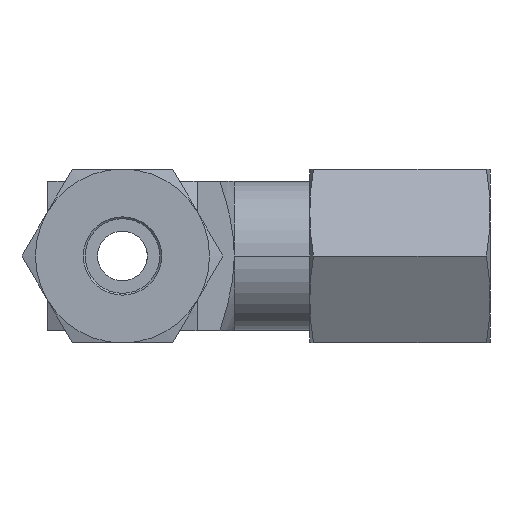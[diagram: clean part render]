
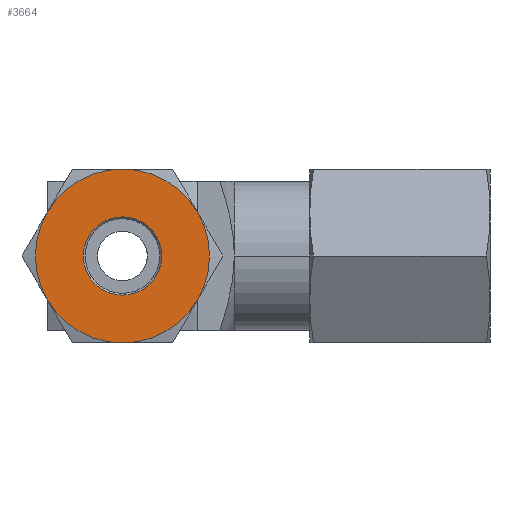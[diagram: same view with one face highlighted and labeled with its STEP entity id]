
A CAD part, left-side view. The second image highlights one B-rep face of the part: STEP entity #3664.
In plain terms, the highlighted planar face has unit normal (-1, 0, 0).
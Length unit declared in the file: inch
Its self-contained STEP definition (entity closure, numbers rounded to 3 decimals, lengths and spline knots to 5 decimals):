
#892=CARTESIAN_POINT('',(-1.16433,-0.23867,
-0.1378));
#910=CARTESIAN_POINT('',(-1.16433,0.,0.));
#911=DIRECTION('',(-1.,0.,0.));
#912=DIRECTION('',(0.,-0.866,-0.5));
#913=AXIS2_PLACEMENT_3D('',#910,#911,#912);
#915=CARTESIAN_POINT('',(-1.16433,0.,0.));
#916=DIRECTION('',(-1.,0.,0.));
#917=DIRECTION('',(0.,0.,-1.));
#918=AXIS2_PLACEMENT_3D('',#915,#916,#917);
#920=CARTESIAN_POINT('',(-1.16433,0.,0.));
#921=DIRECTION('',(-1.,0.,0.));
#922=DIRECTION('',(0.,0.866,-0.5));
#923=AXIS2_PLACEMENT_3D('',#920,#921,#922);
#925=CARTESIAN_POINT('',(-1.16433,0.,0.));
#926=DIRECTION('',(-1.,0.,0.));
#927=DIRECTION('',(0.,1.,0.));
#928=AXIS2_PLACEMENT_3D('',#925,#926,#927);
#930=CARTESIAN_POINT('',(-1.16433,0.,0.));
#931=DIRECTION('',(-1.,0.,0.));
#932=DIRECTION('',(0.,0.866,0.5));
#933=AXIS2_PLACEMENT_3D('',#930,#931,#932);
#935=CARTESIAN_POINT('',(-1.16433,0.,0.));
#936=DIRECTION('',(-1.,0.,0.));
#937=DIRECTION('',(0.,0.,1.));
#938=AXIS2_PLACEMENT_3D('',#935,#936,#937);
#940=CARTESIAN_POINT('',(-1.16433,0.,0.));
#941=DIRECTION('',(-1.,0.,0.));
#942=DIRECTION('',(0.,-0.866,0.5));
#943=AXIS2_PLACEMENT_3D('',#940,#941,#942);
#945=CARTESIAN_POINT('',(-1.16433,0.,0.));
#946=DIRECTION('',(1.,0.,0.));
#947=DIRECTION('',(0.,1.,0.));
#948=AXIS2_PLACEMENT_3D('',#945,#946,#947);
#950=CARTESIAN_POINT('',(-1.16433,0.,0.));
#951=DIRECTION('',(1.,0.,0.));
#952=DIRECTION('',(0.,-1.,0.));
#953=AXIS2_PLACEMENT_3D('',#950,#951,#952);
#964=CARTESIAN_POINT('',(-1.16433,0.,-0.27559));
#982=CARTESIAN_POINT('',(-1.16433,0.23867,
-0.1378));
#1000=CARTESIAN_POINT('',(-1.16433,0.23867,
0.1378));
#1009=CARTESIAN_POINT('',(-1.16433,0.,0.27559));
#1027=CARTESIAN_POINT('',(-1.16433,-0.23867,
0.1378));
#2198=VERTEX_POINT('',#982);
#2206=VERTEX_POINT('',#1009);
#2211=VERTEX_POINT('',#1000);
#2214=VERTEX_POINT('',#1027);
#2218=VERTEX_POINT('',#892);
#2221=VERTEX_POINT('',#964);
#2224=CARTESIAN_POINT('',(-1.16433,0.27559,0.));
#2225=VERTEX_POINT('',#2224);
#2234=CARTESIAN_POINT('',(-1.16433,0.12411,0.));
#2235=CARTESIAN_POINT('',(-1.16433,-0.12411,0.));
#2236=VERTEX_POINT('',#2234);
#2237=VERTEX_POINT('',#2235);
#3638=CARTESIAN_POINT('',(-1.16433,-0.1378,0.));
#3639=DIRECTION('',(-1.,0.,0.));
#3640=DIRECTION('',(0.,0.,-1.));
#3641=AXIS2_PLACEMENT_3D('',#3638,#3639,#3640);
#3642=PLANE('',#3641);
#3643=ORIENTED_EDGE('',*,*,#3625,.F.);
#3645=ORIENTED_EDGE('',*,*,#3644,.F.);
#3647=ORIENTED_EDGE('',*,*,#3646,.F.);
#3649=ORIENTED_EDGE('',*,*,#3648,.F.);
#3651=ORIENTED_EDGE('',*,*,#3650,.F.);
#3653=ORIENTED_EDGE('',*,*,#3652,.F.);
#3655=ORIENTED_EDGE('',*,*,#3654,.F.);
#3656=EDGE_LOOP('',(#3643,#3645,#3647,#3649,#3651,#3653,#3655));
#3657=FACE_OUTER_BOUND('',#3656,.F.);
#3659=ORIENTED_EDGE('',*,*,#3658,.F.);
#3661=ORIENTED_EDGE('',*,*,#3660,.F.);
#3662=EDGE_LOOP('',(#3659,#3661));
#3663=FACE_BOUND('',#3662,.F.);
#3664=ADVANCED_FACE('',(#3657,#3663),#3642,.T.);
#914=CIRCLE('',#913,0.27559);
#919=CIRCLE('',#918,0.27559);
#924=CIRCLE('',#923,0.27559);
#929=CIRCLE('',#928,0.27559);
#934=CIRCLE('',#933,0.27559);
#939=CIRCLE('',#938,0.27559);
#944=CIRCLE('',#943,0.27559);
#949=CIRCLE('',#948,0.12411);
#954=CIRCLE('',#953,0.12411);
#3625=EDGE_CURVE('',#2218,#2214,#914,.T.);
#3644=EDGE_CURVE('',#2221,#2218,#919,.T.);
#3646=EDGE_CURVE('',#2198,#2221,#924,.T.);
#3648=EDGE_CURVE('',#2225,#2198,#929,.T.);
#3650=EDGE_CURVE('',#2211,#2225,#934,.T.);
#3652=EDGE_CURVE('',#2206,#2211,#939,.T.);
#3654=EDGE_CURVE('',#2214,#2206,#944,.T.);
#3658=EDGE_CURVE('',#2236,#2237,#949,.T.);
#3660=EDGE_CURVE('',#2237,#2236,#954,.T.);
